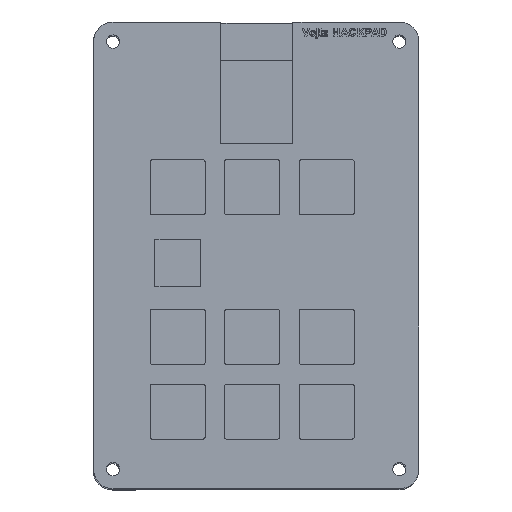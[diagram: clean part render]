
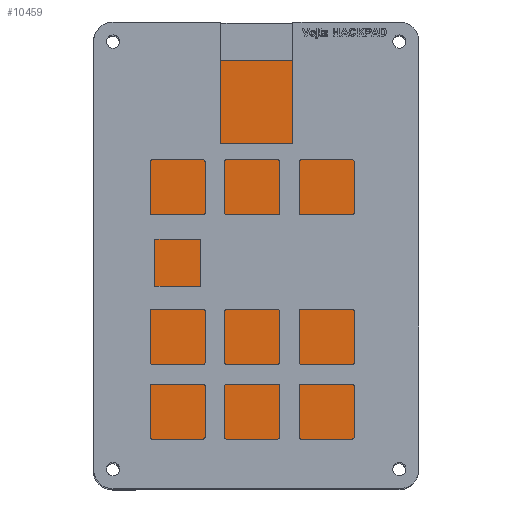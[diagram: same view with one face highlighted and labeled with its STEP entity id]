
A CAD part, top view. The second image highlights one B-rep face of the part: STEP entity #10459.
In plain terms, the highlighted planar face has unit normal (0, 0, 1).
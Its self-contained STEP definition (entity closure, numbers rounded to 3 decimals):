
#797=PLANE('',#11081);
#1110=FACE_OUTER_BOUND('',#1703,.T.);
#1703=EDGE_LOOP('',(#7331,#7332,#7333,#7334));
#2366=LINE('',#13635,#3405);
#2369=LINE('',#13641,#3408);
#2372=LINE('',#13647,#3411);
#2375=LINE('',#13651,#3414);
#3405=VECTOR('',#11657,10.);
#3408=VECTOR('',#11662,10.);
#3411=VECTOR('',#11667,10.);
#3414=VECTOR('',#11672,10.);
#4556=VERTEX_POINT('',#13632);
#4557=VERTEX_POINT('',#13634);
#4559=VERTEX_POINT('',#13640);
#4561=VERTEX_POINT('',#13646);
#5646=EDGE_CURVE('',#4557,#4556,#2366,.T.);
#5649=EDGE_CURVE('',#4559,#4557,#2369,.T.);
#5652=EDGE_CURVE('',#4561,#4559,#2372,.T.);
#5655=EDGE_CURVE('',#4556,#4561,#2375,.T.);
#7331=ORIENTED_EDGE('',*,*,#5655,.T.);
#7332=ORIENTED_EDGE('',*,*,#5652,.T.);
#7333=ORIENTED_EDGE('',*,*,#5649,.T.);
#7334=ORIENTED_EDGE('',*,*,#5646,.T.);
#10459=ADVANCED_FACE('',(#1110),#797,.T.);
#11081=AXIS2_PLACEMENT_3D('',#13652,#11673,#11674);
#11657=DIRECTION('',(1.,0.,0.));
#11662=DIRECTION('',(0.,-1.,0.));
#11667=DIRECTION('',(-1.,0.,0.));
#11672=DIRECTION('',(0.,1.,0.));
#11673=DIRECTION('center_axis',(0.,0.,
1.));
#11674=DIRECTION('ref_axis',(0.,-1.,0.));
#13632=CARTESIAN_POINT('',(62.477,-83.037,6.611));
#13634=CARTESIAN_POINT('',(0.564,-83.037,6.611));
#13635=CARTESIAN_POINT('',(11.572,-83.037,6.611));
#13640=CARTESIAN_POINT('',(0.564,14.907,6.611));
#13641=CARTESIAN_POINT('',(0.564,-18.414,6.611));
#13646=CARTESIAN_POINT('',(62.477,14.907,6.611));
#13647=CARTESIAN_POINT('',(42.529,14.907,6.611));
#13651=CARTESIAN_POINT('',(62.477,-67.386,6.611));
#13652=CARTESIAN_POINT('Origin',(22.58,-51.735,6.611));
